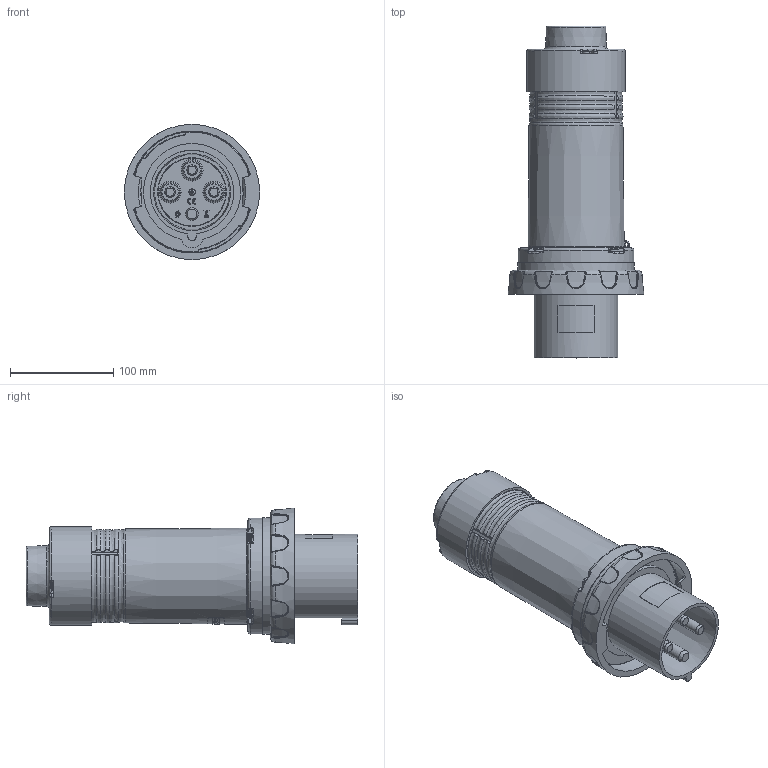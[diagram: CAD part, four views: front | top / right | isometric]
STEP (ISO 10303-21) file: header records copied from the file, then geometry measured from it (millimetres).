
FILE_DESCRIPTION(/* description */ (''),/* implementation_level */ '2;1');
FILE_NAME(/* name */ '4003588.stp',/* time_stamp */ '2021-02-12T08:10:20+01:00',/* author */ (''),/* organization */ (''),/* preprocessor_version */ 'ST-DEVELOPER v16.7',/* originating_system */ 'SIEMENS PLM Software NX 1946',/* authorisation */ '');
FILE_SCHEMA (('AUTOMOTIVE_DESIGN { 1 0 10303 214 3 1 1 1 }'));
Products named in the file (1): BSOM550CE023emnr
Bounding box: 131 x 321.3 x 131 mm (x, y, z)
Volume: 675243.3 mm3; surface area: 464101.4 mm2
Topology: 22 solids, 22 shells, 2550 faces, 6638 edges, 4228 vertices
Faces by surface type: plane 1087, cylinder 554, bspline 361, torus 236, cone 213, extrusion 74, sphere 25
Full cylindrical faces by diameter (mm): 0.2 x1, 0.4 x1, 1 x1, 2.2 x1, 2.5 x1, 2.85 x2, 3.4 x12, 3.5 x5, 3.7 x4, 3.8 x4, 4 x3, 4.3 x3, 4.5 x13, 4.642 x1, 4.8 x6, 5 x1, 5.6 x3, 6 x1, 6.2 x1, 6.5 x1, 7.8 x3, 8 x1, 8.5 x8, 9.2 x4, 10 x3, 10.3 x3, 11.7 x1, 12 x4, 12.3 x1, 15 x4
Entity records: 100489 total; most frequent: CARTESIAN_POINT 41488, ORIENTED_EDGE 12500, DIRECTION 11183, EDGE_CURVE 6250, AXIS2_PLACEMENT_3D 4443, VERTEX_POINT 4125, EDGE_LOOP 3010, ADVANCED_FACE 2549
